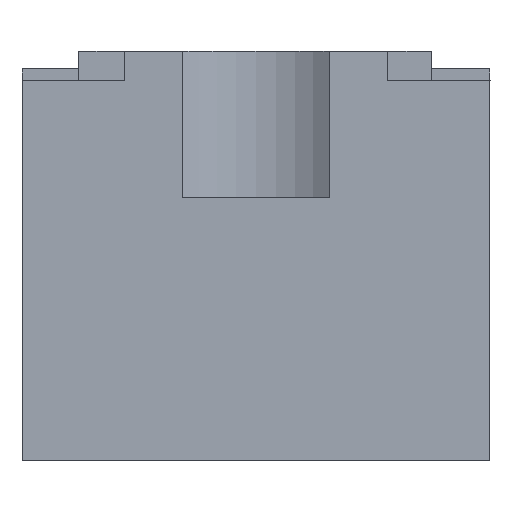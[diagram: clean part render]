
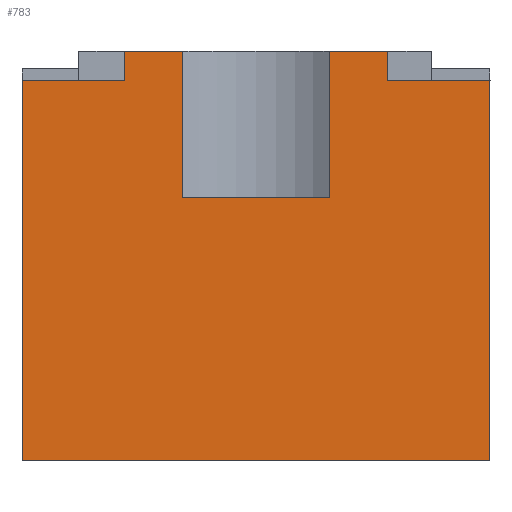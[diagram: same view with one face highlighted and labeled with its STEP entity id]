
A CAD part, left-side view. The second image highlights one B-rep face of the part: STEP entity #783.
In plain terms, the highlighted planar face has unit normal (-1, 0, 0).
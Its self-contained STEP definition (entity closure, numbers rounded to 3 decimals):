
#9=DIRECTION('',(0.,-1.,0.));
#10=VECTOR('',#9,0.8);
#11=CARTESIAN_POINT('',(-0.8,0.4,0.));
#12=LINE('',#11,#10);
#22=DIRECTION('',(0.,0.,1.));
#23=VECTOR('',#22,0.65);
#24=CARTESIAN_POINT('',(-0.8,-0.4,0.));
#25=LINE('',#24,#23);
#42=DIRECTION('',(0.,1.,0.));
#43=VECTOR('',#42,0.25);
#44=CARTESIAN_POINT('',(-0.8,-0.125,0.45));
#45=LINE('',#44,#43);
#46=DIRECTION('',(0.,0.,-1.));
#47=VECTOR('',#46,0.25);
#48=CARTESIAN_POINT('',(-0.8,-0.125,0.7));
#49=LINE('',#48,#47);
#50=DIRECTION('',(0.,0.,1.));
#51=VECTOR('',#50,0.05);
#52=CARTESIAN_POINT('',(-0.8,0.225,0.65));
#53=LINE('',#52,#51);
#54=DIRECTION('',(0.,0.,-1.));
#55=VECTOR('',#54,0.25);
#56=CARTESIAN_POINT('',(-0.8,0.125,0.7));
#57=LINE('',#56,#55);
#137=DIRECTION('',(0.,-1.,0.));
#138=VECTOR('',#137,0.1);
#139=CARTESIAN_POINT('',(-0.8,0.225,0.7));
#140=LINE('',#139,#138);
#169=DIRECTION('',(0.,-1.,0.));
#170=VECTOR('',#169,0.1);
#171=CARTESIAN_POINT('',(-0.8,-0.125,0.7));
#172=LINE('',#171,#170);
#230=DIRECTION('',(0.,-1.,0.));
#231=VECTOR('',#230,0.175);
#232=CARTESIAN_POINT('',(-0.8,0.4,0.65));
#233=LINE('',#232,#231);
#246=DIRECTION('',(0.,-1.,0.));
#247=VECTOR('',#246,0.175);
#248=CARTESIAN_POINT('',(-0.8,-0.225,0.65));
#249=LINE('',#248,#247);
#370=DIRECTION('',(0.,0.,1.));
#371=VECTOR('',#370,0.05);
#372=CARTESIAN_POINT('',(-0.8,-0.225,0.65));
#373=LINE('',#372,#371);
#403=DIRECTION('',(0.,0.,-1.));
#404=VECTOR('',#403,0.65);
#405=CARTESIAN_POINT('',(-0.8,0.4,0.65));
#406=LINE('',#405,#404);
#523=CARTESIAN_POINT('',(-0.8,0.4,0.));
#524=CARTESIAN_POINT('',(-0.8,-0.4,0.));
#525=VERTEX_POINT('',#523);
#526=VERTEX_POINT('',#524);
#527=CARTESIAN_POINT('',(-0.8,-0.4,0.65));
#528=VERTEX_POINT('',#527);
#529=CARTESIAN_POINT('',(-0.8,0.4,0.65));
#530=VERTEX_POINT('',#529);
#587=CARTESIAN_POINT('',(-0.8,0.225,0.7));
#588=VERTEX_POINT('',#587);
#589=CARTESIAN_POINT('',(-0.8,-0.225,0.7));
#591=VERTEX_POINT('',#589);
#619=CARTESIAN_POINT('',(-0.8,0.225,0.65));
#620=VERTEX_POINT('',#619);
#621=CARTESIAN_POINT('',(-0.8,-0.225,0.65));
#623=VERTEX_POINT('',#621);
#683=CARTESIAN_POINT('',(-0.8,-0.125,0.7));
#685=VERTEX_POINT('',#683);
#689=CARTESIAN_POINT('',(-0.8,0.125,0.7));
#690=VERTEX_POINT('',#689);
#691=CARTESIAN_POINT('',(-0.8,-0.125,0.45));
#692=CARTESIAN_POINT('',(-0.8,0.125,0.45));
#693=VERTEX_POINT('',#691);
#694=VERTEX_POINT('',#692);
#754=CARTESIAN_POINT('',(-0.8,0.4,0.));
#755=DIRECTION('',(-1.,0.,0.));
#756=DIRECTION('',(0.,-1.,0.));
#757=AXIS2_PLACEMENT_3D('',#754,#755,#756);
#758=PLANE('',#757);
#760=ORIENTED_EDGE('',*,*,#759,.F.);
#762=ORIENTED_EDGE('',*,*,#761,.F.);
#764=ORIENTED_EDGE('',*,*,#763,.T.);
#766=ORIENTED_EDGE('',*,*,#765,.F.);
#768=ORIENTED_EDGE('',*,*,#767,.T.);
#769=ORIENTED_EDGE('',*,*,#733,.F.);
#770=ORIENTED_EDGE('',*,*,#704,.F.);
#772=ORIENTED_EDGE('',*,*,#771,.F.);
#774=ORIENTED_EDGE('',*,*,#773,.T.);
#776=ORIENTED_EDGE('',*,*,#775,.T.);
#778=ORIENTED_EDGE('',*,*,#777,.T.);
#780=ORIENTED_EDGE('',*,*,#779,.T.);
#781=EDGE_LOOP('',(#760,#762,#764,#766,#768,#769,#770,#772,#774,#776,#778,
#780));
#782=FACE_OUTER_BOUND('',#781,.F.);
#783=ADVANCED_FACE('',(#782),#758,.T.);
#704=EDGE_CURVE('',#525,#526,#12,.T.);
#733=EDGE_CURVE('',#526,#528,#25,.T.);
#759=EDGE_CURVE('',#693,#694,#45,.T.);
#761=EDGE_CURVE('',#685,#693,#49,.T.);
#763=EDGE_CURVE('',#685,#591,#172,.T.);
#765=EDGE_CURVE('',#623,#591,#373,.T.);
#767=EDGE_CURVE('',#623,#528,#249,.T.);
#771=EDGE_CURVE('',#530,#525,#406,.T.);
#773=EDGE_CURVE('',#530,#620,#233,.T.);
#775=EDGE_CURVE('',#620,#588,#53,.T.);
#777=EDGE_CURVE('',#588,#690,#140,.T.);
#779=EDGE_CURVE('',#690,#694,#57,.T.);
